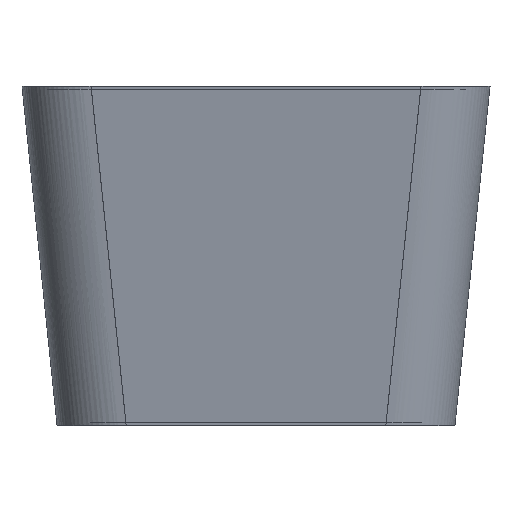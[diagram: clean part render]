
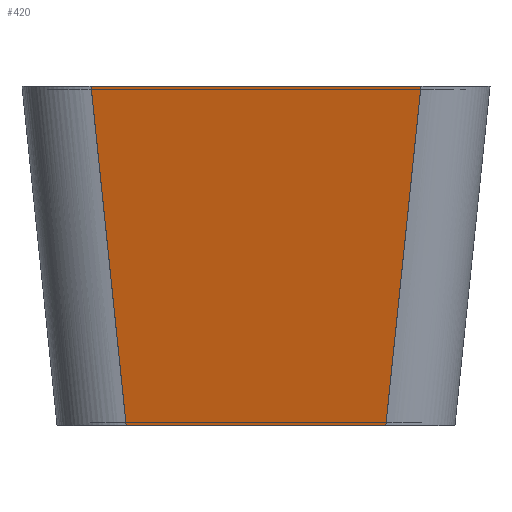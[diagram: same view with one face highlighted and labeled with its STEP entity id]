
A CAD part, left-side view. The second image highlights one B-rep face of the part: STEP entity #420.
In plain terms, the highlighted planar face has unit normal (-0.978, 0, -0.211).
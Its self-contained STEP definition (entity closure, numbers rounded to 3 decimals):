
#420=ADVANCED_FACE('',(#627),#481,.T.);
#481=PLANE('',#3422);
#627=FACE_OUTER_BOUND('',#800,.T.);
#800=EDGE_LOOP('',(#1510,#1511,#1512,#1513));
#1510=ORIENTED_EDGE('',*,*,#2252,.F.);
#1511=ORIENTED_EDGE('',*,*,#2238,.T.);
#1512=ORIENTED_EDGE('',*,*,#2243,.F.);
#1513=ORIENTED_EDGE('',*,*,#2242,.T.);
#1855=VERTEX_POINT('',#8438);
#1857=VERTEX_POINT('',#8442);
#1859=VERTEX_POINT('',#8447);
#1861=VERTEX_POINT('',#8451);
#2238=EDGE_CURVE('',#1855,#1857,#2873,.T.);
#2242=EDGE_CURVE('',#1859,#1861,#2875,.T.);
#2243=EDGE_CURVE('',#1859,#1857,#2876,.T.);
#2252=EDGE_CURVE('',#1855,#1861,#2883,.T.);
#2873=LINE('',#8443,#3079);
#2875=LINE('',#8452,#3081);
#2876=LINE('',#8454,#3082);
#2883=LINE('',#8494,#3089);
#3079=VECTOR('',#3957,1.);
#3081=VECTOR('',#3965,1.);
#3082=VECTOR('',#3968,1.);
#3089=VECTOR('',#3979,1.);
#3422=AXIS2_PLACEMENT_3D('',#8499,#3985,#3986);
#3957=DIRECTION('',(0.21,-0.101,-0.973));
#3965=DIRECTION('',(-0.21,-0.101,0.973));
#3968=DIRECTION('',(0.,1.,0.));
#3979=DIRECTION('',(0.,-1.,0.));
#3985=DIRECTION('',(-0.978,0.,-0.211));
#3986=DIRECTION('',(0.,1.,0.));
#8438=CARTESIAN_POINT('',(-800.,281.975,0.));
#8442=CARTESIAN_POINT('',(-675.,221.975,-580.));
#8443=CARTESIAN_POINT('',(-794.053,279.121,-27.593));
#8447=CARTESIAN_POINT('',(-675.,-221.975,-580.));
#8451=CARTESIAN_POINT('',(-800.,-281.975,0.));
#8452=CARTESIAN_POINT('',(-677.489,-223.17,-568.451));
#8454=CARTESIAN_POINT('',(-675.,0.,-580.));
#8494=CARTESIAN_POINT('',(-800.,400.,0.));
#8499=CARTESIAN_POINT('',(-800.,0.,0.));
